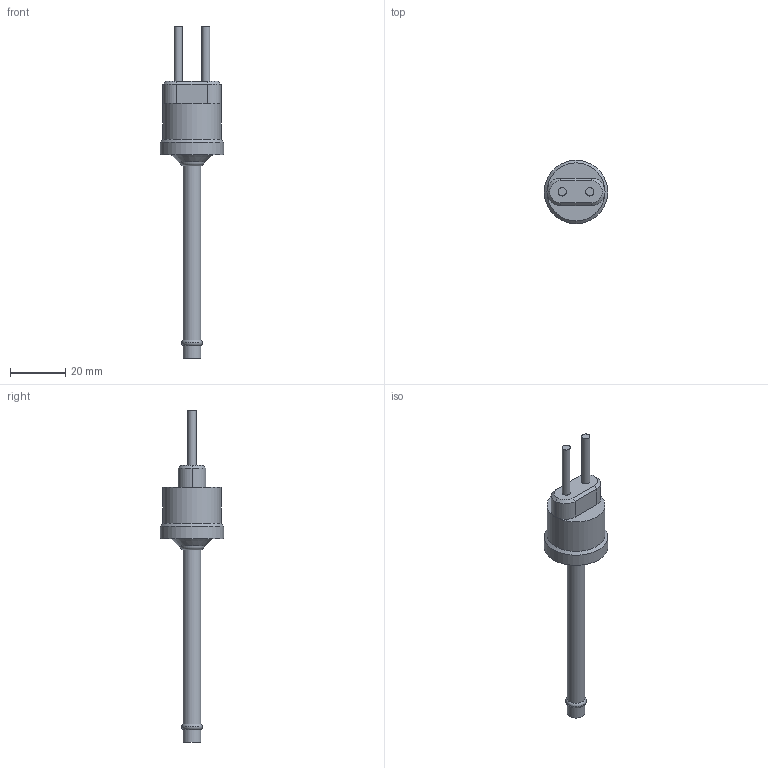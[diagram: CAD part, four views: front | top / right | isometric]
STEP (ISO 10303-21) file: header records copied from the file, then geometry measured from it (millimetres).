
FILE_DESCRIPTION(('TFLEX Exchange Step'),'2;1');
FILE_NAME('061F8493R.stp', '2024-04-18T11:36:57+03:00',('RUCO2978'),('Unknown organisation'),'TFLEX Exchange 2022.1','T-FLEX CAD','Unknown authorisation');
FILE_SCHEMA( ('AP242_MANAGED_MODEL_BASED_3D_ENGINEERING_MIM_LF {1 0 10303 442 1 1 4 }') );
Length unit declared in the file: millimetre
Products named in the file (1): Nodes
Bounding box: 23 x 23 x 120 mm (x, y, z)
Volume: 1765.9 mm3; surface area: 5656.1 mm2
Topology: 3 solids, 4 shells, 35 faces, 60 edges, 37 vertices
Faces by surface type: plane 16, cylinder 11, cone 5, torus 3
Full cylindrical faces by diameter (mm): 3 x2, 4.3 x1, 6.3 x2, 21 x1, 21.012 x1, 23 x1
Entity records: 969 total; most frequent: DIRECTION 168, CARTESIAN_POINT 150, ORIENTED_EDGE 120, AXIS2_PLACEMENT_3D 71, EDGE_CURVE 60, EDGE_LOOP 39, FACE_BOUND 39, VERTEX_POINT 37
